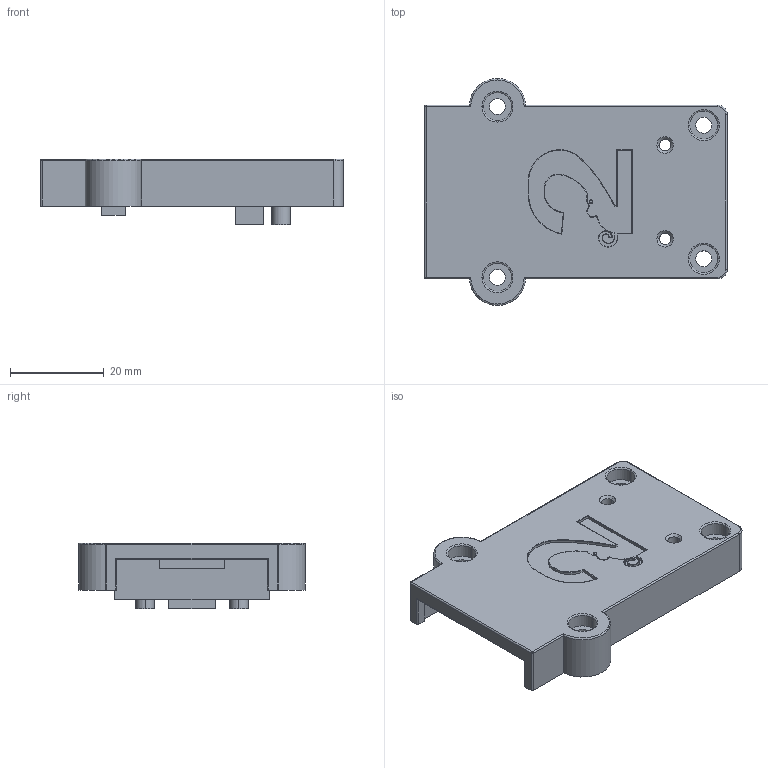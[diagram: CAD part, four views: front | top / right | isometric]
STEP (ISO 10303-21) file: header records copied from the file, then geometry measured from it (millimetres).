
FILE_DESCRIPTION((''),'2;1');
FILE_NAME('TOP_COVER','2019-04-12T',('Kathleen'),(''),'PRO/ENGINEER BY PARAMETRIC TECHNOLOGY CORPORATION, 2009440','PRO/ENGINEER BY PARAMETRIC TECHNOLOGY CORPORATION, 2009440','');
FILE_SCHEMA(('CONFIG_CONTROL_DESIGN'));
Length unit declared in the file: millimetre
Products named in the file (1): TOP_COVER
Bounding box: 64.5 x 48.4 x 14 mm (x, y, z)
Volume: 12548.5 mm3; surface area: 10245.8 mm2
Topology: 1 solids, 1 shells, 321 faces, 849 edges, 544 vertices
Faces by surface type: plane 209, cylinder 75, torus 31, cone 4, sphere 2
Entity records: 9983 total; most frequent: CARTESIAN_POINT 1884, ORIENTED_EDGE 1698, DIRECTION 1635, EDGE_CURVE 849, VECTOR 649, LINE 649, VERTEX_POINT 544, AXIS2_PLACEMENT_3D 493
